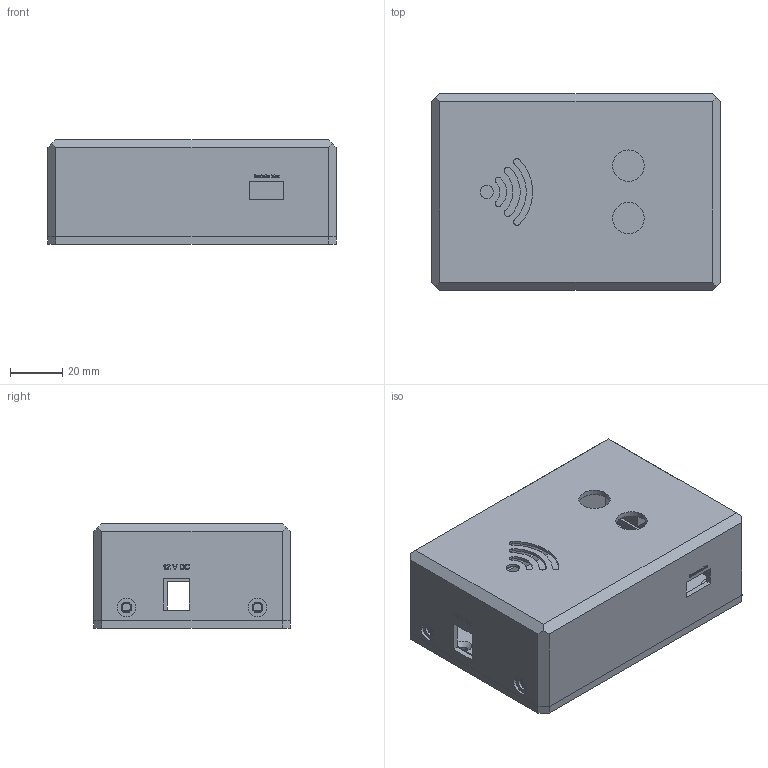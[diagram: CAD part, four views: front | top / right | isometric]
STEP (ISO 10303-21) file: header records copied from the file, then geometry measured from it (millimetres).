
FILE_DESCRIPTION(/* description */ (''),/* implementation_level */ '2;1');
FILE_NAME(/* name */ 'DoorTerminal.step',/* time_stamp */ '2021-05-01T17:04:51+02:00',/* author */ (''),/* organization */ (''),/* preprocessor_version */ 'ST-DEVELOPER v18.1',/* originating_system */ 'Autodesk Translation Framework v10.6.0.1341',/* authorisation */ '');
FILE_SCHEMA (('AUTOMOTIVE_DESIGN { 1 0 10303 214 3 1 1 }'));
Length unit declared in the file: millimetre
Products named in the file (1): Schloss Außen
Bounding box: 110 x 75 x 40 mm (x, y, z)
Volume: 65589.5 mm3; surface area: 61928.2 mm2
Topology: 2 solids, 2 shells, 638 faces, 1771 edges, 1176 vertices
Faces by surface type: plane 254, bspline 221, cylinder 155, cone 8
Full cylindrical faces by diameter (mm): 2.529 x20, 3.086 x8, 3.332 x4, 3.5 x4, 4.109 x6, 5 x1, 7 x6, 12 x2
Entity records: 28769 total; most frequent: CARTESIAN_POINT 14235, ORIENTED_EDGE 3534, DIRECTION 2027, EDGE_CURVE 1767, VERTEX_POINT 1176, LINE 979, VECTOR 979, EDGE_LOOP 715
